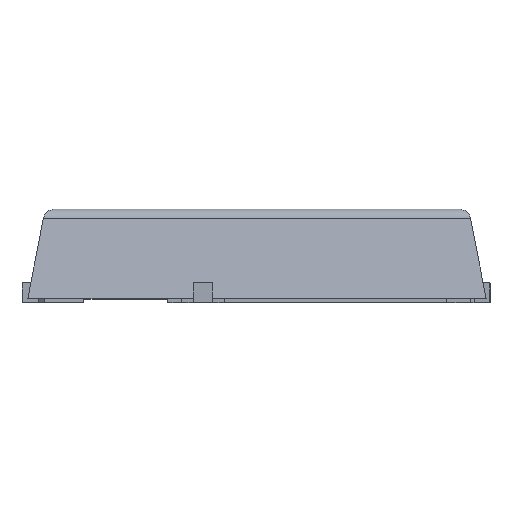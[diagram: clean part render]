
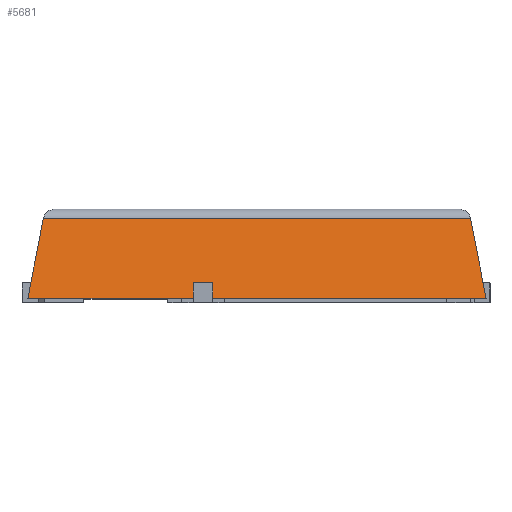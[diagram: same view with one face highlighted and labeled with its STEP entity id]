
A CAD part, top view. The second image highlights one B-rep face of the part: STEP entity #5681.
In plain terms, the highlighted planar face has unit normal (0, 0.191, 0.982).
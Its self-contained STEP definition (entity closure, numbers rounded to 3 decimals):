
#55 = DIRECTION ( 'NONE',  ( 1., 0., 0. ) ) ;
#253 = EDGE_CURVE ( 'NONE', #5752, #2126, #768, .T. ) ;
#380 = CARTESIAN_POINT ( 'NONE',  ( 2.75, 1.079, 2.338 ) ) ;
#507 = LINE ( 'NONE', #4217, #656 ) ;
#547 = DIRECTION ( 'NONE',  ( -1., 0., 0. ) ) ;
#598 = CARTESIAN_POINT ( 'NONE',  ( -0.57, 0.25, 2.499 ) ) ;
#656 = VECTOR ( 'NONE', #55, 1000. ) ;
#768 = LINE ( 'NONE', #2197, #1963 ) ;
#813 = ORIENTED_EDGE ( 'NONE', *, *, #1677, .T. ) ;
#821 = VECTOR ( 'NONE', #4821, 1000. ) ;
#822 = VERTEX_POINT ( 'NONE', #3737 ) ;
#879 = EDGE_CURVE ( 'NONE', #1363, #2126, #507, .T. ) ;
#966 = CARTESIAN_POINT ( 'NONE',  ( -2.95, 0.05, 2.538 ) ) ;
#1043 = EDGE_CURVE ( 'NONE', #1363, #2212, #1992, .T. ) ;
#1172 = DIRECTION ( 'NONE',  ( 0., 0.191, 0.982 ) ) ;
#1363 = VERTEX_POINT ( 'NONE', #2726 ) ;
#1542 = ORIENTED_EDGE ( 'NONE', *, *, #879, .T. ) ;
#1652 = LINE ( 'NONE', #3055, #5575 ) ;
#1677 = EDGE_CURVE ( 'NONE', #5752, #2728, #4587, .T. ) ;
#1963 = VECTOR ( 'NONE', #5810, 1000. ) ;
#1992 = LINE ( 'NONE', #2853, #821 ) ;
#2126 = VERTEX_POINT ( 'NONE', #5549 ) ;
#2152 = FACE_OUTER_BOUND ( 'NONE', #3202, .T. ) ;
#2197 = CARTESIAN_POINT ( 'NONE',  ( 2.95, 0.05, 2.538 ) ) ;
#2212 = VERTEX_POINT ( 'NONE', #598 ) ;
#2246 = DIRECTION ( 'NONE',  ( -1., 0., 0. ) ) ;
#2255 = ORIENTED_EDGE ( 'NONE', *, *, #5531, .T. ) ;
#2282 = CARTESIAN_POINT ( 'NONE',  ( -2.726, 1.079, 2.338 ) ) ;
#2316 = LINE ( 'NONE', #3317, #2851 ) ;
#2530 = LINE ( 'NONE', #5353, #4716 ) ;
#2726 = CARTESIAN_POINT ( 'NONE',  ( -0.57, 0.05, 2.538 ) ) ;
#2728 = VERTEX_POINT ( 'NONE', #3903 ) ;
#2827 = DIRECTION ( 'NONE',  ( 1., 0., 0. ) ) ;
#2836 = DIRECTION ( 'NONE',  ( -0.187, -0.964, 0.187 ) ) ;
#2851 = VECTOR ( 'NONE', #2836, 1000. ) ;
#2853 = CARTESIAN_POINT ( 'NONE',  ( -0.57, 0.05, 2.538 ) ) ;
#2976 = EDGE_CURVE ( 'NONE', #2728, #3770, #2316, .T. ) ;
#2981 = CARTESIAN_POINT ( 'NONE',  ( -0.82, 0.05, 2.538 ) ) ;
#3055 = CARTESIAN_POINT ( 'NONE',  ( -2.95, 0.25, 2.499 ) ) ;
#3202 = EDGE_LOOP ( 'NONE', ( #4143, #813, #4342, #2255, #4633, #5521, #3697, #1542 ) ) ;
#3317 = CARTESIAN_POINT ( 'NONE',  ( -2.95, 0.05, 2.538 ) ) ;
#3429 = LINE ( 'NONE', #966, #5096 ) ;
#3474 = DIRECTION ( 'NONE',  ( 0., -0.982, 0.191 ) ) ;
#3483 = VERTEX_POINT ( 'NONE', #2981 ) ;
#3493 = PLANE ( 'NONE',  #3941 ) ;
#3646 = VECTOR ( 'NONE', #547, 1000. ) ;
#3697 = ORIENTED_EDGE ( 'NONE', *, *, #1043, .F. ) ;
#3737 = CARTESIAN_POINT ( 'NONE',  ( -0.82, 0.25, 2.499 ) ) ;
#3770 = VERTEX_POINT ( 'NONE', #4207 ) ;
#3903 = CARTESIAN_POINT ( 'NONE',  ( -2.75, 1.079, 2.338 ) ) ;
#3941 = AXIS2_PLACEMENT_3D ( 'NONE', #5341, #1172, #5764 ) ;
#4143 = ORIENTED_EDGE ( 'NONE', *, *, #253, .F. ) ;
#4207 = CARTESIAN_POINT ( 'NONE',  ( -2.95, 0.05, 2.538 ) ) ;
#4217 = CARTESIAN_POINT ( 'NONE',  ( -2.95, 0.05, 2.538 ) ) ;
#4342 = ORIENTED_EDGE ( 'NONE', *, *, #2976, .T. ) ;
#4433 = EDGE_CURVE ( 'NONE', #2212, #822, #1652, .T. ) ;
#4587 = LINE ( 'NONE', #2282, #3646 ) ;
#4615 = EDGE_CURVE ( 'NONE', #822, #3483, #2530, .T. ) ;
#4633 = ORIENTED_EDGE ( 'NONE', *, *, #4615, .F. ) ;
#4716 = VECTOR ( 'NONE', #3474, 1000. ) ;
#4821 = DIRECTION ( 'NONE',  ( 0., 0.982, -0.191 ) ) ;
#5096 = VECTOR ( 'NONE', #2827, 1000. ) ;
#5341 = CARTESIAN_POINT ( 'NONE',  ( -2.95, 0.05, 2.538 ) ) ;
#5353 = CARTESIAN_POINT ( 'NONE',  ( -0.82, 0.05, 2.538 ) ) ;
#5521 = ORIENTED_EDGE ( 'NONE', *, *, #4433, .F. ) ;
#5531 = EDGE_CURVE ( 'NONE', #3770, #3483, #3429, .T. ) ;
#5549 = CARTESIAN_POINT ( 'NONE',  ( 2.95, 0.05, 2.538 ) ) ;
#5575 = VECTOR ( 'NONE', #2246, 1000. ) ;
#5681 = ADVANCED_FACE ( 'NONE', ( #2152 ), #3493, .T. ) ;
#5752 = VERTEX_POINT ( 'NONE', #380 ) ;
#5764 = DIRECTION ( 'NONE',  ( 0., -0.982, 0.191 ) ) ;
#5810 = DIRECTION ( 'NONE',  ( 0.187, -0.964, 0.187 ) ) ;
